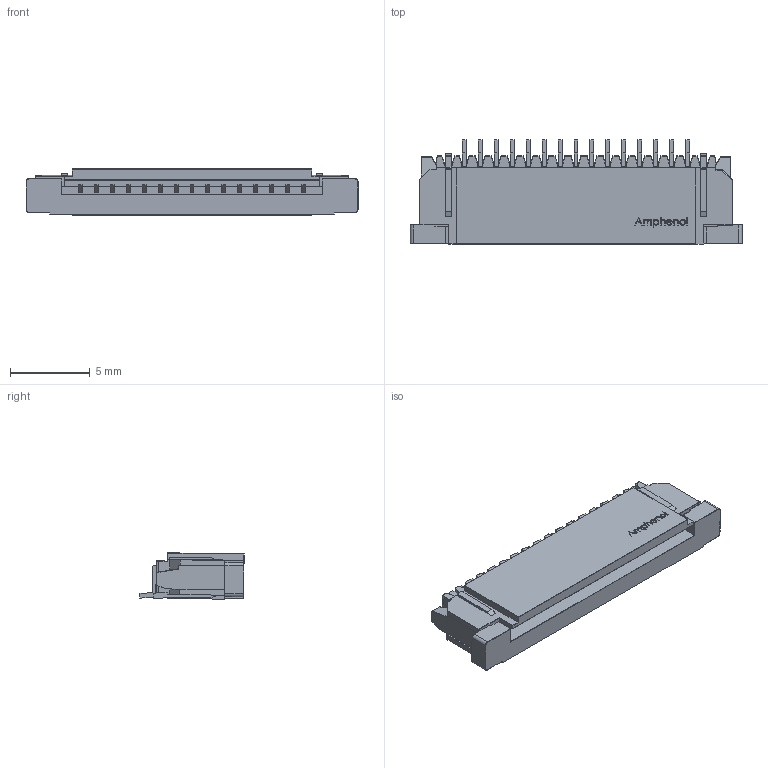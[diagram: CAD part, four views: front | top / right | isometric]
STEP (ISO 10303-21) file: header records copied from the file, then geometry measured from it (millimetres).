
FILE_DESCRIPTION(/* description */ (''),/* implementation_level */ '2;1');
FILE_NAME(/* name */ 'SFW15R-2STE1LF.stp',/* time_stamp */ '2019-10-14T18:16:49+02:00',/* author */ ('khaled'),/* organization */ (''),/* preprocessor_version */ 'ST-DEVELOPER v17.2',/* originating_system */ 'Autodesk Inventor 2019',/* authorisation */ '');
FILE_SCHEMA (('AUTOMOTIVE_DESIGN { 1 0 10303 214 3 1 1 }'));
Length unit declared in the file: millimetre
Products named in the file (7): SFW15R-2STE1LF; 1; 2; 3; 4; 5; Amphenol logo
Assembly tree (6 placements, depth 2):
  SFW15R-2STE1LF
    1
    2
    3
    4
    5
    Amphenol logo
Bounding box: 20.8 x 6.53 x 2.9 mm (x, y, z)
Volume: 243.2 mm3; surface area: 678.4 mm2
Topology: 43 solids, 43 shells, 994 faces, 2523 edges, 1616 vertices
Faces by surface type: plane 712, cylinder 175, bspline 52, sphere 44, torus 11
Entity records: 33286 total; most frequent: CARTESIAN_POINT 9178, ORIENTED_EDGE 5046, DIRECTION 4643, EDGE_CURVE 2523, LINE 2097, VECTOR 2097, VERTEX_POINT 1616, AXIS2_PLACEMENT_3D 1273
